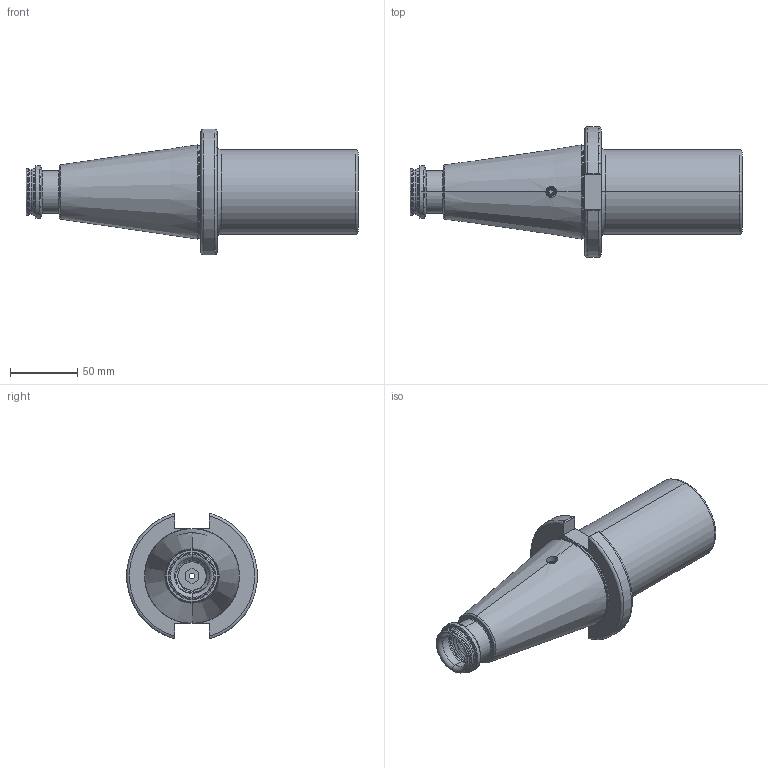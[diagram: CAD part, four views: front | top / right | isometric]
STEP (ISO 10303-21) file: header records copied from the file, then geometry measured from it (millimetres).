
FILE_DESCRIPTION (( 'STEP AP203' ), '1' );
FILE_NAME ('501.08.05.STEP', '2016-11-26T05:13:04', ( '' ), ( '' ), 'SwSTEP 2.0', 'SolidWorks 2012', '' );
FILE_SCHEMA (( 'CONFIG_CONTROL_DESIGN' ));
Length unit declared in the file: millimetre
Products named in the file (5): 501.08.05; 2-02.000.0060100C2_M6xP01-10L; 2-01130073_M20xP2.5-51L; 2-41371009AF_M36xP1.5_14L
Assembly tree (4 placements, depth 2):
  501.08.05
    501.08.05
    2-41371009AF_M36xP1.5_14L
    2-02.000.0060100C2_M6xP01-10L
    2-01130073_M20xP2.5-51L
Bounding box: 246.8 x 96.94 x 93.38 mm (x, y, z)
Volume: 477123.5 mm3; surface area: 98325.2 mm2
Topology: 4 solids, 4 shells, 367 faces, 976 edges, 622 vertices
Faces by surface type: cylinder 175, plane 54, cone 49, bspline 49, torus 40
Entity records: 53187 total; most frequent: CARTESIAN_POINT 44822, ORIENTED_EDGE 1948, DIRECTION 1356, EDGE_CURVE 974, VERTEX_POINT 622, AXIS2_PLACEMENT_3D 531, EDGE_LOOP 382, ADVANCED_FACE 367
